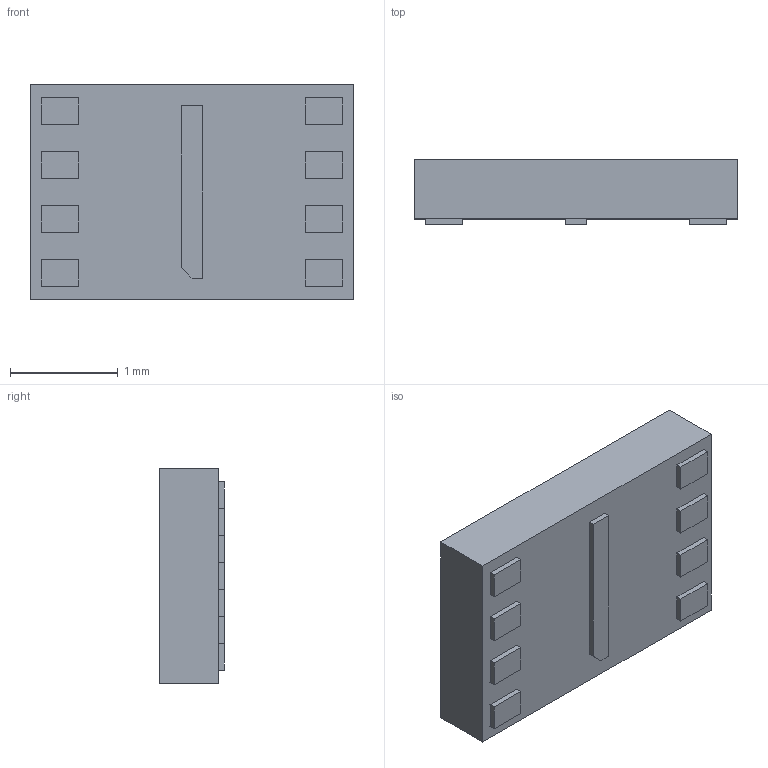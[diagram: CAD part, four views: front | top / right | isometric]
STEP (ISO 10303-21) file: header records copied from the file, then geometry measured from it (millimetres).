
FILE_DESCRIPTION (( 'STEP AP214' ), '1' );
FILE_NAME ('W25X40CLUXIG TR.STEP', '2022-06-25T04:16:03', ( '' ), ( '' ), 'SwSTEP 2.0', 'SolidWorks 2017', '' );
FILE_SCHEMA (( 'AUTOMOTIVE_DESIGN' ));
Length unit declared in the file: millimetre
Products named in the file (1): W25X40CLUXIG TR
Bounding box: 3 x 0.6 x 2 mm (x, y, z)
Volume: 3.4 mm3; surface area: 23.1 mm2
Topology: 11 solids, 11 shells, 114 faces, 246 edges, 164 vertices
Faces by surface type: plane 110, cylinder 4
Entity records: 3162 total; most frequent: CARTESIAN_POINT 525, ORIENTED_EDGE 492, DIRECTION 484, EDGE_CURVE 246, VECTOR 238, LINE 238, VERTEX_POINT 164, EDGE_LOOP 124
